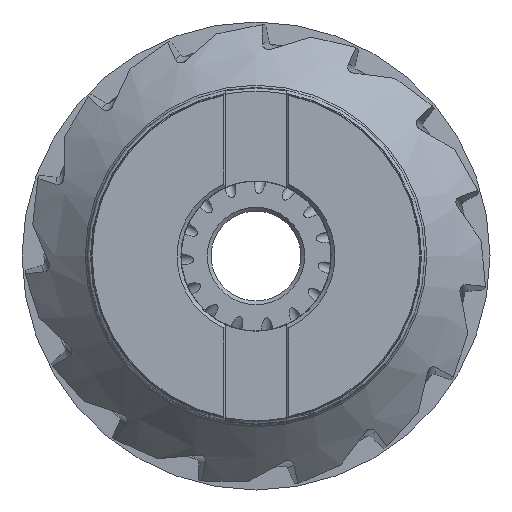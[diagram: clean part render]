
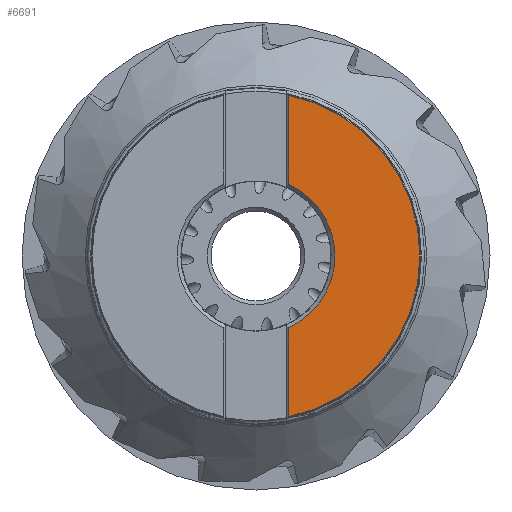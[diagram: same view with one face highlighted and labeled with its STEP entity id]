
A CAD part, left-side view. The second image highlights one B-rep face of the part: STEP entity #6691.
In plain terms, the highlighted planar face has unit normal (-1, 0, 0).
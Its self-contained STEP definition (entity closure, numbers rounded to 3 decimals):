
#156 = EDGE_CURVE ( 'NONE', #1291, #14363, #1170, .T. ) ;
#294 = CARTESIAN_POINT ( 'NONE',  ( -49.4, 0., 0. ) ) ;
#726 = CARTESIAN_POINT ( 'NONE',  ( -49.4, -8.7, 19.414 ) ) ;
#1141 = DIRECTION ( 'NONE',  ( 0., 0., 1. ) ) ;
#1170 = LINE ( 'NONE', #726, #8847 ) ;
#1265 = FACE_OUTER_BOUND ( 'NONE', #6346, .T. ) ;
#1291 = VERTEX_POINT ( 'NONE', #2635 ) ;
#1654 = DIRECTION ( 'NONE',  ( 0., 1., 0. ) ) ;
#1896 = CIRCLE ( 'NONE', #3025, 21.075 ) ;
#2635 = CARTESIAN_POINT ( 'NONE',  ( -49.4, -8.7, 42.917 ) ) ;
#3025 = AXIS2_PLACEMENT_3D ( 'NONE', #12153, #4073, #13478 ) ;
#3220 = EDGE_CURVE ( 'NONE', #14363, #11330, #1896, .T. ) ;
#3244 = ORIENTED_EDGE ( 'NONE', *, *, #156, .T. ) ;
#3891 = EDGE_CURVE ( 'NONE', #11330, #10596, #7621, .T. ) ;
#4073 = DIRECTION ( 'NONE',  ( 1., 0., 0. ) ) ;
#4389 = CARTESIAN_POINT ( 'NONE',  ( -49.4, -8.7, -43.015 ) ) ;
#5088 = ORIENTED_EDGE ( 'NONE', *, *, #3220, .T. ) ;
#5760 = DIRECTION ( 'NONE',  ( 0., 0., -1. ) ) ;
#6209 = CARTESIAN_POINT ( 'NONE',  ( -49.4, -8.7, -42.917 ) ) ;
#6346 = EDGE_LOOP ( 'NONE', ( #5088, #10334, #6579, #3244 ) ) ;
#6579 = ORIENTED_EDGE ( 'NONE', *, *, #10021, .F. ) ;
#6691 = ADVANCED_FACE ( 'NONE', ( #1265 ), #7877, .T. ) ;
#7621 = LINE ( 'NONE', #4389, #15934 ) ;
#7709 = CARTESIAN_POINT ( 'NONE',  ( -49.4, -8.7, -19.195 ) ) ;
#7798 = CARTESIAN_POINT ( 'NONE',  ( -49.4, -8.7, 19.195 ) ) ;
#7877 = PLANE ( 'NONE',  #16216 ) ;
#7924 = CARTESIAN_POINT ( 'NONE',  ( -49.4, 45., 0. ) ) ;
#8847 = VECTOR ( 'NONE', #10398, 1000. ) ;
#9280 = DIRECTION ( 'NONE',  ( -1., 0., 0. ) ) ;
#9770 = DIRECTION ( 'NONE',  ( 1., 0., 0. ) ) ;
#10021 = EDGE_CURVE ( 'NONE', #1291, #10596, #16327, .T. ) ;
#10334 = ORIENTED_EDGE ( 'NONE', *, *, #3891, .T. ) ;
#10398 = DIRECTION ( 'NONE',  ( 0., 0., -1. ) ) ;
#10596 = VERTEX_POINT ( 'NONE', #6209 ) ;
#11330 = VERTEX_POINT ( 'NONE', #7709 ) ;
#12153 = CARTESIAN_POINT ( 'NONE',  ( -49.4, 0., 0. ) ) ;
#13478 = DIRECTION ( 'NONE',  ( 0., 0., 1. ) ) ;
#14363 = VERTEX_POINT ( 'NONE', #7798 ) ;
#14493 = AXIS2_PLACEMENT_3D ( 'NONE', #294, #9770, #1654 ) ;
#15934 = VECTOR ( 'NONE', #5760, 1000. ) ;
#16216 = AXIS2_PLACEMENT_3D ( 'NONE', #7924, #9280, #1141 ) ;
#16327 = CIRCLE ( 'NONE', #14493, 43.79 ) ;
